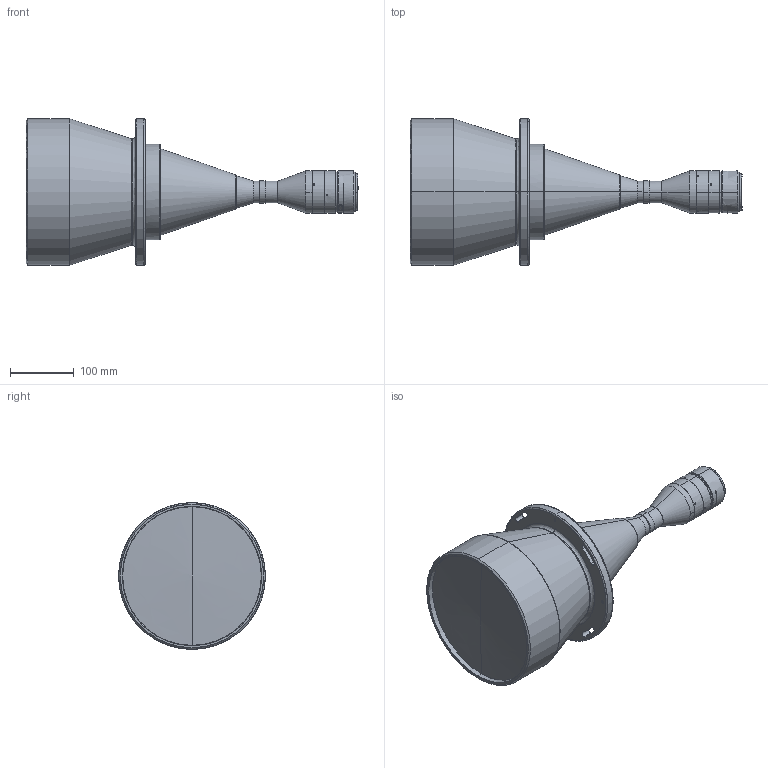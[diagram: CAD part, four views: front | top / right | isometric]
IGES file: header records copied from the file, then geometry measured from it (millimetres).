
Start section: SolidWorks IGES file using analytic representation for surfaces
Global section: file name: DTCM71M-190H-M58-AL.IGS,1; native system: 5HSolidWorks 2017; preprocessor: SolidWorks 2017; author: gc; date: 230505.095556; units: millimetre
Bounding box: 520.92 x 230 x 230 mm (x, y, z)
Surface area: 306942.8 mm2 (no closed solid volume)
Topology: 0 solids, 0 shells, 158 faces, 3768 edges, 3764 vertices
Faces by surface type: revolution 118, bspline 40
